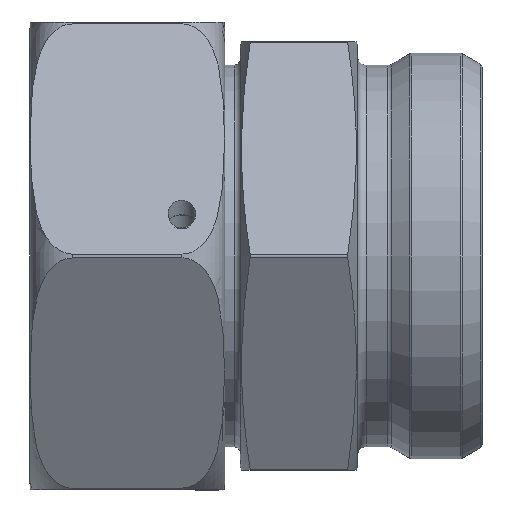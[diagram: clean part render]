
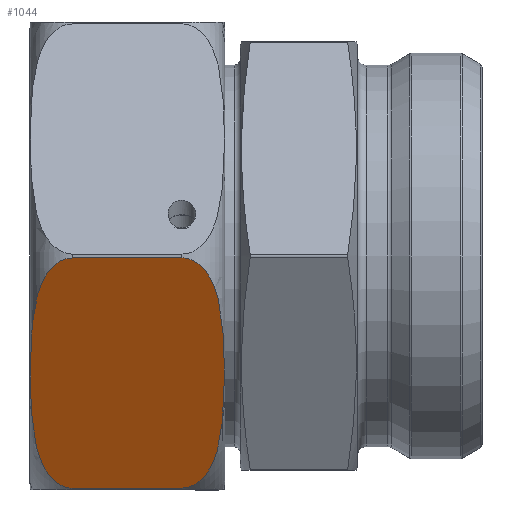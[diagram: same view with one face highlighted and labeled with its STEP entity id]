
A CAD part, front view. The second image highlights one B-rep face of the part: STEP entity #1044.
In plain terms, the highlighted face is planar.
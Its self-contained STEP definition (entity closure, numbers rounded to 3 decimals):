
#807=PLANE('',#5128);
#1044=ADVANCED_FACE('',(#1285),#807,.F.);
#1285=FACE_OUTER_BOUND('',#1600,.T.);
#1600=EDGE_LOOP('',(#2610,#2611,#2612,#2613));
#1998=B_SPLINE_CURVE_WITH_KNOTS('',3,(#7621,#7622,#7623,#7624,#7625,#7626,
#7627,#7628,#7629,#7630,#7631,#7632,#7633,#7634,#7635,#7636,#7637,#7638),
 .UNSPECIFIED.,.F.,.F.,(4,2,2,2,2,2,2,2,4),(0.,0.063,0.125,0.25,0.5,0.75,
0.875,0.938,1.),.UNSPECIFIED.);
#2004=B_SPLINE_CURVE_WITH_KNOTS('',3,(#7784,#7785,#7786,#7787,#7788,#7789,
#7790,#7791,#7792,#7793,#7794,#7795,#7796,#7797,#7798,#7799,#7800,#7801),
 .UNSPECIFIED.,.F.,.F.,(4,2,2,2,2,2,2,2,4),(0.,0.063,0.125,0.25,0.5,0.75,
0.875,0.938,1.),.UNSPECIFIED.);
#2610=ORIENTED_EDGE('',*,*,#4203,.T.);
#2611=ORIENTED_EDGE('',*,*,#4188,.T.);
#2612=ORIENTED_EDGE('',*,*,#4200,.T.);
#2613=ORIENTED_EDGE('',*,*,#4218,.T.);
#3728=VERTEX_POINT('',#7639);
#3729=VERTEX_POINT('',#7640);
#3740=VERTEX_POINT('',#7749);
#3742=VERTEX_POINT('',#7755);
#4188=EDGE_CURVE('',#3728,#3729,#1998,.T.);
#4200=EDGE_CURVE('',#3729,#3740,#4599,.T.);
#4203=EDGE_CURVE('',#3742,#3728,#4601,.T.);
#4218=EDGE_CURVE('',#3740,#3742,#2004,.T.);
#4599=LINE('',#7748,#4793);
#4601=LINE('',#7754,#4795);
#4793=VECTOR('',#5517,1.);
#4795=VECTOR('',#5523,1.);
#5128=AXIS2_PLACEMENT_3D('',#7942,#5601,#5602);
#5517=DIRECTION('',(1.,0.,0.));
#5523=DIRECTION('',(-1.,0.,0.));
#5601=DIRECTION('',(0.,1.,0.));
#5602=DIRECTION('',(0.,0.,1.));
#7621=CARTESIAN_POINT('',(5.5,-30.,17.037));
#7622=CARTESIAN_POINT('',(4.694,-30.,17.037));
#7623=CARTESIAN_POINT('',(3.916,-30.,16.65));
#7624=CARTESIAN_POINT('',(2.718,-30.,15.555));
#7625=CARTESIAN_POINT('',(2.27,-30.,14.87));
#7626=CARTESIAN_POINT('',(1.195,-30.,12.699));
#7627=CARTESIAN_POINT('',(0.832,-30.,11.117));
#7628=CARTESIAN_POINT('',(0.106,-30.,6.363));
#7629=CARTESIAN_POINT('',(0.091,-30.,3.149));
#7630=CARTESIAN_POINT('',(0.092,-30.,-3.229));
#7631=CARTESIAN_POINT('',(0.109,-30.,-6.417));
#7632=CARTESIAN_POINT('',(0.839,-30.,-11.15));
#7633=CARTESIAN_POINT('',(1.206,-30.,-12.733));
#7634=CARTESIAN_POINT('',(2.285,-30.,-14.894));
#7635=CARTESIAN_POINT('',(2.736,-30.,-15.575));
#7636=CARTESIAN_POINT('',(3.923,-30.,-16.653));
#7637=CARTESIAN_POINT('',(4.7,-30.,-17.037));
#7638=CARTESIAN_POINT('',(5.5,-30.,-17.037));
#7639=CARTESIAN_POINT('',(5.5,-30.,17.037));
#7640=CARTESIAN_POINT('',(5.5,-30.,-17.037));
#7748=CARTESIAN_POINT('',(0.,-30.,-17.037));
#7749=CARTESIAN_POINT('',(19.5,-30.,-17.037));
#7754=CARTESIAN_POINT('',(0.,-30.,17.037));
#7755=CARTESIAN_POINT('',(19.5,-30.,17.037));
#7784=CARTESIAN_POINT('',(19.5,-30.,-17.037));
#7785=CARTESIAN_POINT('',(20.306,-30.,-17.037));
#7786=CARTESIAN_POINT('',(21.084,-30.,-16.65));
#7787=CARTESIAN_POINT('',(22.282,-30.,-15.555));
#7788=CARTESIAN_POINT('',(22.73,-30.,-14.87));
#7789=CARTESIAN_POINT('',(23.805,-30.,-12.699));
#7790=CARTESIAN_POINT('',(24.168,-30.,-11.117));
#7791=CARTESIAN_POINT('',(24.894,-30.,-6.363));
#7792=CARTESIAN_POINT('',(24.909,-30.,-3.149));
#7793=CARTESIAN_POINT('',(24.908,-30.,3.229));
#7794=CARTESIAN_POINT('',(24.891,-30.,6.417));
#7795=CARTESIAN_POINT('',(24.161,-30.,11.15));
#7796=CARTESIAN_POINT('',(23.794,-30.,12.733));
#7797=CARTESIAN_POINT('',(22.715,-30.,14.894));
#7798=CARTESIAN_POINT('',(22.264,-30.,15.575));
#7799=CARTESIAN_POINT('',(21.077,-30.,16.653));
#7800=CARTESIAN_POINT('',(20.3,-30.,17.037));
#7801=CARTESIAN_POINT('',(19.5,-30.,17.037));
#7942=CARTESIAN_POINT('',(25.,-30.,17.321));
